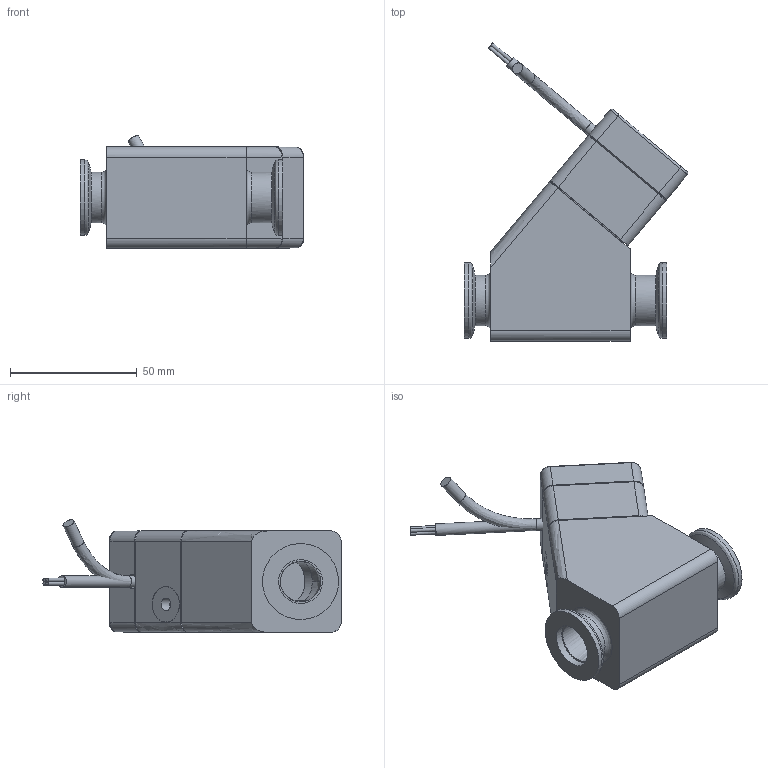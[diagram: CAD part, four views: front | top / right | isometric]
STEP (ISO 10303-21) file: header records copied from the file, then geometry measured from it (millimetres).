
FILE_DESCRIPTION((''),'2;1');
FILE_NAME('263214.stp','2005-09-01T06:52:05',('User'),('SDRC'),'I-DEAS Master Series 9','UNIX','Yes');
FILE_SCHEMA(('CONFIG_CONTROL_DESIGN'));
Length unit declared in the file: millimetre
Assembly tree (19 placements, depth 0):
Bounding box: 88.31 x 117.75 x 44.41 mm (x, y, z)
Volume: 105464.1 mm3; surface area: 60449.4 mm2
Topology: 16 solids, 18 shells, 628 faces, 1476 edges, 949 vertices
Faces by surface type: bspline 628
Entity records: 20379 total; most frequent: CARTESIAN_POINT 10705, ORIENTED_EDGE 2511, EDGE_CURVE 1257, VERTEX_POINT 809, EDGE_LOOP 644, FACE_OUTER_BOUND 536, ADVANCED_FACE 536, QUASI_UNIFORM_CURVE 462
